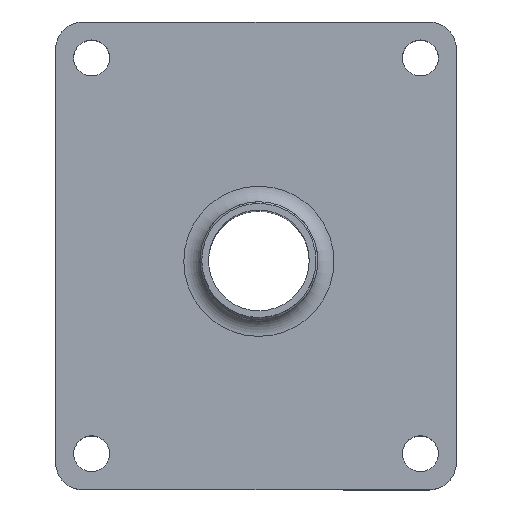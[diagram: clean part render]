
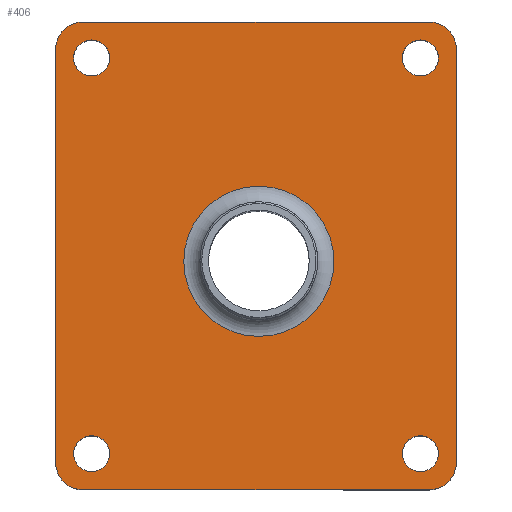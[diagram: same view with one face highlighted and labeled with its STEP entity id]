
A CAD part, top view. The second image highlights one B-rep face of the part: STEP entity #406.
In plain terms, the highlighted planar face has unit normal (0, 0.008, 1).
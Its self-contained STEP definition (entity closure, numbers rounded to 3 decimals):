
#38=FACE_BOUND('',#93,.T.);
#39=FACE_BOUND('',#94,.T.);
#40=FACE_BOUND('',#95,.T.);
#41=FACE_BOUND('',#96,.T.);
#42=FACE_BOUND('',#97,.T.);
#51=PLANE('',#456);
#66=FACE_OUTER_BOUND('',#92,.T.);
#92=EDGE_LOOP('',(#316,#317,#318,#319,#320,#321,#322,#323));
#93=EDGE_LOOP('',(#324));
#94=EDGE_LOOP('',(#325));
#95=EDGE_LOOP('',(#326));
#96=EDGE_LOOP('',(#327));
#97=EDGE_LOOP('',(#328));
#124=LINE('',#670,#150);
#125=LINE('',#674,#151);
#126=LINE('',#678,#152);
#127=LINE('',#682,#153);
#150=VECTOR('',#541,10.);
#151=VECTOR('',#544,10.);
#152=VECTOR('',#547,10.);
#153=VECTOR('',#550,10.);
#180=CIRCLE('',#455,8.35);
#181=CIRCLE('',#457,3.);
#182=CIRCLE('',#458,3.);
#183=CIRCLE('',#459,3.);
#184=CIRCLE('',#460,3.);
#185=CIRCLE('',#461,2.);
#186=CIRCLE('',#462,2.);
#187=CIRCLE('',#463,2.);
#188=CIRCLE('',#464,2.);
#207=VERTEX_POINT('',#664);
#208=VERTEX_POINT('',#668);
#209=VERTEX_POINT('',#669);
#210=VERTEX_POINT('',#671);
#211=VERTEX_POINT('',#673);
#212=VERTEX_POINT('',#675);
#213=VERTEX_POINT('',#677);
#214=VERTEX_POINT('',#679);
#215=VERTEX_POINT('',#681);
#216=VERTEX_POINT('',#684);
#217=VERTEX_POINT('',#686);
#218=VERTEX_POINT('',#688);
#219=VERTEX_POINT('',#690);
#248=EDGE_CURVE('',#207,#207,#180,.T.);
#249=EDGE_CURVE('',#208,#209,#124,.T.);
#250=EDGE_CURVE('',#210,#209,#181,.T.);
#251=EDGE_CURVE('',#210,#211,#125,.T.);
#252=EDGE_CURVE('',#212,#211,#182,.T.);
#253=EDGE_CURVE('',#212,#213,#126,.T.);
#254=EDGE_CURVE('',#214,#213,#183,.T.);
#255=EDGE_CURVE('',#214,#215,#127,.T.);
#256=EDGE_CURVE('',#208,#215,#184,.T.);
#257=EDGE_CURVE('',#216,#216,#185,.F.);
#258=EDGE_CURVE('',#217,#217,#186,.F.);
#259=EDGE_CURVE('',#218,#218,#187,.F.);
#260=EDGE_CURVE('',#219,#219,#188,.F.);
#316=ORIENTED_EDGE('',*,*,#249,.T.);
#317=ORIENTED_EDGE('',*,*,#250,.F.);
#318=ORIENTED_EDGE('',*,*,#251,.T.);
#319=ORIENTED_EDGE('',*,*,#252,.F.);
#320=ORIENTED_EDGE('',*,*,#253,.T.);
#321=ORIENTED_EDGE('',*,*,#254,.F.);
#322=ORIENTED_EDGE('',*,*,#255,.T.);
#323=ORIENTED_EDGE('',*,*,#256,.F.);
#324=ORIENTED_EDGE('',*,*,#257,.T.);
#325=ORIENTED_EDGE('',*,*,#258,.T.);
#326=ORIENTED_EDGE('',*,*,#259,.T.);
#327=ORIENTED_EDGE('',*,*,#260,.T.);
#328=ORIENTED_EDGE('',*,*,#248,.F.);
#406=ADVANCED_FACE('',(#66,#38,#39,#40,#41,#42),#51,.T.);
#455=AXIS2_PLACEMENT_3D('',#666,#537,#538);
#456=AXIS2_PLACEMENT_3D('',#667,#539,#540);
#457=AXIS2_PLACEMENT_3D('',#672,#542,#543);
#458=AXIS2_PLACEMENT_3D('',#676,#545,#546);
#459=AXIS2_PLACEMENT_3D('',#680,#548,#549);
#460=AXIS2_PLACEMENT_3D('',#683,#551,#552);
#461=AXIS2_PLACEMENT_3D('',#685,#553,#554);
#462=AXIS2_PLACEMENT_3D('',#687,#555,#556);
#463=AXIS2_PLACEMENT_3D('',#689,#557,#558);
#464=AXIS2_PLACEMENT_3D('',#691,#559,#560);
#537=DIRECTION('center_axis',(0.,0.008,
1.));
#538=DIRECTION('ref_axis',(-1.,0.,0.));
#539=DIRECTION('center_axis',(0.,0.008,
1.));
#540=DIRECTION('ref_axis',(-1.,0.,0.));
#541=DIRECTION('',(0.,-1.,0.008));
#542=DIRECTION('center_axis',(0.,-0.008,
-1.));
#543=DIRECTION('ref_axis',(-0.707,-0.707,0.006));
#544=DIRECTION('',(1.,0.,0.));
#545=DIRECTION('center_axis',(0.,-0.008,
-1.));
#546=DIRECTION('ref_axis',(0.707,-0.707,0.006));
#547=DIRECTION('',(0.,1.,-0.008));
#548=DIRECTION('center_axis',(0.,-0.008,
-1.));
#549=DIRECTION('ref_axis',(0.707,0.707,-0.006));
#550=DIRECTION('',(-1.,0.,0.));
#551=DIRECTION('center_axis',(0.,-0.008,
-1.));
#552=DIRECTION('ref_axis',(-0.707,0.707,-0.006));
#553=DIRECTION('center_axis',(0.,0.008,
1.));
#554=DIRECTION('ref_axis',(-1.,0.,0.));
#555=DIRECTION('center_axis',(0.,0.008,
1.));
#556=DIRECTION('ref_axis',(-1.,0.,0.));
#557=DIRECTION('center_axis',(0.,0.008,
1.));
#558=DIRECTION('ref_axis',(-1.,0.,0.));
#559=DIRECTION('center_axis',(0.,0.008,
1.));
#560=DIRECTION('ref_axis',(-1.,0.,0.));
#664=CARTESIAN_POINT('',(-81.079,-7.12,201.945));
#666=CARTESIAN_POINT('Origin',(-89.429,-7.12,201.945));
#667=CARTESIAN_POINT('Origin',(-89.748,-6.511,201.94));
#668=CARTESIAN_POINT('',(-112.019,16.488,201.755));
#669=CARTESIAN_POINT('',(-112.019,-29.51,202.124));
#670=CARTESIAN_POINT('',(-112.019,-32.51,202.149));
#671=CARTESIAN_POINT('',(-109.019,-32.51,202.149));
#672=CARTESIAN_POINT('Origin',(-109.019,-29.51,202.124));
#673=CARTESIAN_POINT('',(-70.477,-32.51,202.149));
#674=CARTESIAN_POINT('',(-67.477,-32.51,202.149));
#675=CARTESIAN_POINT('',(-67.477,-29.51,202.124));
#676=CARTESIAN_POINT('Origin',(-70.477,-29.51,202.124));
#677=CARTESIAN_POINT('',(-67.477,16.488,201.755));
#678=CARTESIAN_POINT('',(-67.477,19.488,201.731));
#679=CARTESIAN_POINT('',(-70.477,19.488,201.731));
#680=CARTESIAN_POINT('Origin',(-70.477,16.488,201.755));
#681=CARTESIAN_POINT('',(-109.019,19.488,201.731));
#682=CARTESIAN_POINT('',(-112.019,19.488,201.731));
#683=CARTESIAN_POINT('Origin',(-109.019,16.488,201.755));
#684=CARTESIAN_POINT('',(-106.019,-28.511,202.116));
#685=CARTESIAN_POINT('Origin',(-108.019,-28.511,202.116));
#686=CARTESIAN_POINT('',(-106.019,15.488,201.763));
#687=CARTESIAN_POINT('Origin',(-108.019,15.488,201.763));
#688=CARTESIAN_POINT('',(-69.477,15.488,201.763));
#689=CARTESIAN_POINT('Origin',(-71.477,15.488,201.763));
#690=CARTESIAN_POINT('',(-69.477,-28.511,202.116));
#691=CARTESIAN_POINT('Origin',(-71.477,-28.511,202.116));
